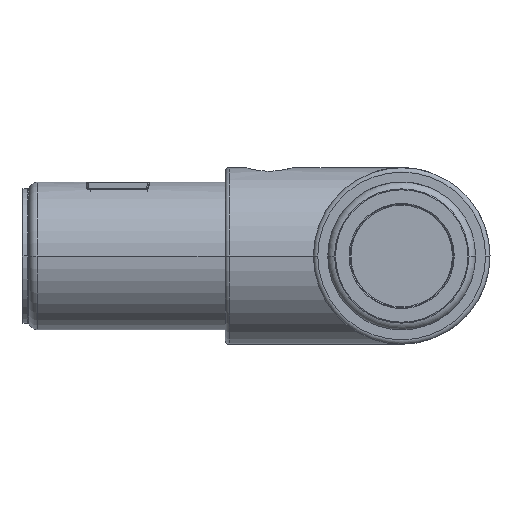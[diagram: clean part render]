
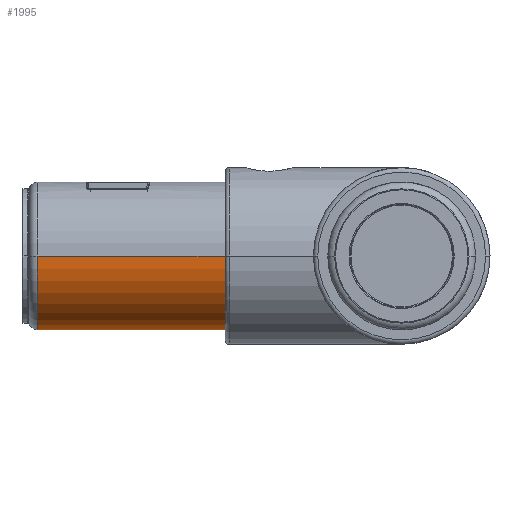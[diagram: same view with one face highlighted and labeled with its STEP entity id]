
A CAD part, left-side view. The second image highlights one B-rep face of the part: STEP entity #1995.
In plain terms, the highlighted cylindrical face has radius 16.75 mm (diameter 33.5 mm), a partial arc.
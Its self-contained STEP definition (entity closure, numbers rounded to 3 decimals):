
#826 = AXIS2_PLACEMENT_3D ( 'NONE', #7125, #9914, #8059 ) ;
#1042 = VECTOR ( 'NONE', #1272, 1000. ) ;
#1086 = CARTESIAN_POINT ( 'NONE',  ( 0., 16.75, 40. ) ) ;
#1272 = DIRECTION ( 'NONE',  ( 0., 0., -1. ) ) ;
#1663 = CARTESIAN_POINT ( 'NONE',  ( 0., 0., 40. ) ) ;
#1995 = ADVANCED_FACE ( 'NONE', ( #9248 ), #8934, .T. ) ;
#2125 = CARTESIAN_POINT ( 'NONE',  ( 0., -16.75, 84.5 ) ) ;
#2178 = CARTESIAN_POINT ( 'NONE',  ( 0., -16.75, 82.5 ) ) ;
#2447 = LINE ( 'NONE', #2125, #8996 ) ;
#2565 = EDGE_CURVE ( 'NONE', #4292, #9718, #2447, .T. ) ;
#2724 = CIRCLE ( 'NONE', #7317, 16.75 ) ;
#3166 = ORIENTED_EDGE ( 'NONE', *, *, #10922, .F. ) ;
#3450 = DIRECTION ( 'NONE',  ( 0., -1., 0. ) ) ;
#3820 = EDGE_CURVE ( 'NONE', #9718, #8698, #5777, .T. ) ;
#3907 = ORIENTED_EDGE ( 'NONE', *, *, #2565, .T. ) ;
#3972 = EDGE_CURVE ( 'NONE', #6979, #4292, #2724, .T. ) ;
#4292 = VERTEX_POINT ( 'NONE', #2178 ) ;
#5597 = DIRECTION ( 'NONE',  ( 0., 0., -1. ) ) ;
#5777 = CIRCLE ( 'NONE', #6703, 16.75 ) ;
#5870 = DIRECTION ( 'NONE',  ( 0., 0., -1. ) ) ;
#5950 = CARTESIAN_POINT ( 'NONE',  ( 0., 16.75, 84.5 ) ) ;
#5974 = LINE ( 'NONE', #5950, #1042 ) ;
#6703 = AXIS2_PLACEMENT_3D ( 'NONE', #1663, #7185, #3450 ) ;
#6979 = VERTEX_POINT ( 'NONE', #9076 ) ;
#7125 = CARTESIAN_POINT ( 'NONE',  ( 0., 0., 84.5 ) ) ;
#7185 = DIRECTION ( 'NONE',  ( 0., 0., 1. ) ) ;
#7317 = AXIS2_PLACEMENT_3D ( 'NONE', #9197, #5597, #11204 ) ;
#7947 = ORIENTED_EDGE ( 'NONE', *, *, #3820, .T. ) ;
#8059 = DIRECTION ( 'NONE',  ( 0., 1., 0. ) ) ;
#8698 = VERTEX_POINT ( 'NONE', #1086 ) ;
#8934 = CYLINDRICAL_SURFACE ( 'NONE', #826, 16.75 ) ;
#8996 = VECTOR ( 'NONE', #5870, 1000. ) ;
#9076 = CARTESIAN_POINT ( 'NONE',  ( 0., 16.75, 82.5 ) ) ;
#9197 = CARTESIAN_POINT ( 'NONE',  ( 0., 0., 82.5 ) ) ;
#9248 = FACE_OUTER_BOUND ( 'NONE', #11692, .T. ) ;
#9718 = VERTEX_POINT ( 'NONE', #11254 ) ;
#9914 = DIRECTION ( 'NONE',  ( 0., 0., -1. ) ) ;
#10922 = EDGE_CURVE ( 'NONE', #6979, #8698, #5974, .T. ) ;
#11204 = DIRECTION ( 'NONE',  ( 0., -1., 0. ) ) ;
#11254 = CARTESIAN_POINT ( 'NONE',  ( 0., -16.75, 40. ) ) ;
#11485 = ORIENTED_EDGE ( 'NONE', *, *, #3972, .T. ) ;
#11692 = EDGE_LOOP ( 'NONE', ( #11485, #3907, #7947, #3166 ) ) ;
